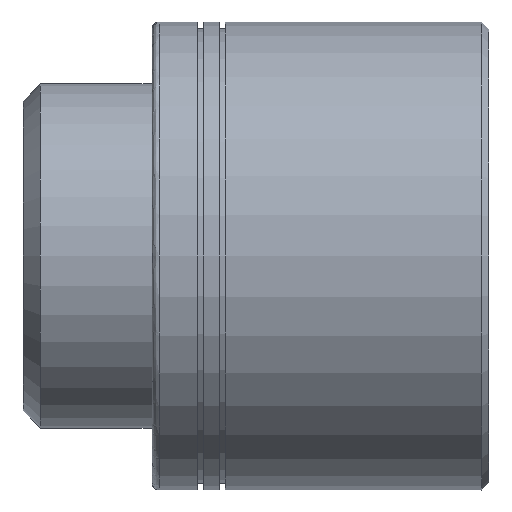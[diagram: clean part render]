
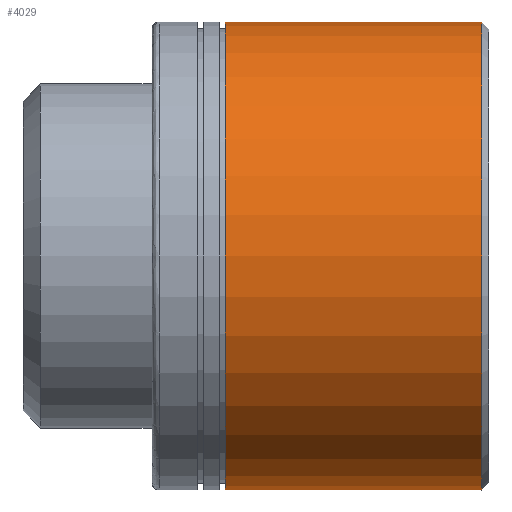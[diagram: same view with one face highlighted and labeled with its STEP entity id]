
A CAD part, front view. The second image highlights one B-rep face of the part: STEP entity #4029.
In plain terms, the highlighted cylindrical face has radius 2.78 mm (diameter 5.56 mm), a partial arc.
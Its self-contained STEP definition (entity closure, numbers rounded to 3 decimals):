
#44 = CIRCLE ( 'NONE', #4099, 2.78 ) ;
#522 = VECTOR ( 'NONE', #2259, 1000. ) ;
#574 = VERTEX_POINT ( 'NONE', #6793 ) ;
#682 = VECTOR ( 'NONE', #2495, 1000. ) ;
#743 = EDGE_CURVE ( 'NONE', #5442, #7027, #44, .T. ) ;
#991 = AXIS2_PLACEMENT_3D ( 'NONE', #1932, #4196, #3473 ) ;
#1038 = DIRECTION ( 'NONE',  ( -1., 0., 0. ) ) ;
#1096 = EDGE_CURVE ( 'NONE', #5442, #574, #6006, .T. ) ;
#1658 = CARTESIAN_POINT ( 'NONE',  ( 3.924, 0., -2.78 ) ) ;
#1889 = LINE ( 'NONE', #6487, #682 ) ;
#1932 = CARTESIAN_POINT ( 'NONE',  ( 3.924, 0., 0. ) ) ;
#2026 = VERTEX_POINT ( 'NONE', #4885 ) ;
#2259 = DIRECTION ( 'NONE',  ( -1., 0., 0. ) ) ;
#2362 = EDGE_CURVE ( 'NONE', #2026, #574, #6008, .T. ) ;
#2495 = DIRECTION ( 'NONE',  ( -1., 0., 0. ) ) ;
#2661 = DIRECTION ( 'NONE',  ( 0., 0., 1. ) ) ;
#2900 = ORIENTED_EDGE ( 'NONE', *, *, #3399, .T. ) ;
#3019 = CARTESIAN_POINT ( 'NONE',  ( 2.402, 0., 0. ) ) ;
#3177 = CARTESIAN_POINT ( 'NONE',  ( 5.447, 0., -2.78 ) ) ;
#3304 = EDGE_LOOP ( 'NONE', ( #5998, #7093, #2900, #6193 ) ) ;
#3399 = EDGE_CURVE ( 'NONE', #7027, #2026, #1889, .T. ) ;
#3473 = DIRECTION ( 'NONE',  ( 0., 0., 1. ) ) ;
#3603 = DIRECTION ( 'NONE',  ( 0., 0., 1. ) ) ;
#4029 = ADVANCED_FACE ( 'NONE', ( #5754 ), #6304, .T. ) ;
#4099 = AXIS2_PLACEMENT_3D ( 'NONE', #4825, #1038, #2661 ) ;
#4196 = DIRECTION ( 'NONE',  ( -1., 0., 0. ) ) ;
#4684 = AXIS2_PLACEMENT_3D ( 'NONE', #3019, #5305, #3603 ) ;
#4825 = CARTESIAN_POINT ( 'NONE',  ( 5.447, 0., 0. ) ) ;
#4885 = CARTESIAN_POINT ( 'NONE',  ( 2.402, 0., 2.78 ) ) ;
#5189 = CARTESIAN_POINT ( 'NONE',  ( 5.447, 0., 2.78 ) ) ;
#5305 = DIRECTION ( 'NONE',  ( 1., 0., 0. ) ) ;
#5442 = VERTEX_POINT ( 'NONE', #3177 ) ;
#5754 = FACE_OUTER_BOUND ( 'NONE', #3304, .T. ) ;
#5998 = ORIENTED_EDGE ( 'NONE', *, *, #1096, .F. ) ;
#6006 = LINE ( 'NONE', #1658, #522 ) ;
#6008 = CIRCLE ( 'NONE', #4684, 2.78 ) ;
#6193 = ORIENTED_EDGE ( 'NONE', *, *, #2362, .T. ) ;
#6304 = CYLINDRICAL_SURFACE ( 'NONE', #991, 2.78 ) ;
#6487 = CARTESIAN_POINT ( 'NONE',  ( 3.924, 0., 2.78 ) ) ;
#6793 = CARTESIAN_POINT ( 'NONE',  ( 2.402, 0., -2.78 ) ) ;
#7027 = VERTEX_POINT ( 'NONE', #5189 ) ;
#7093 = ORIENTED_EDGE ( 'NONE', *, *, #743, .T. ) ;
